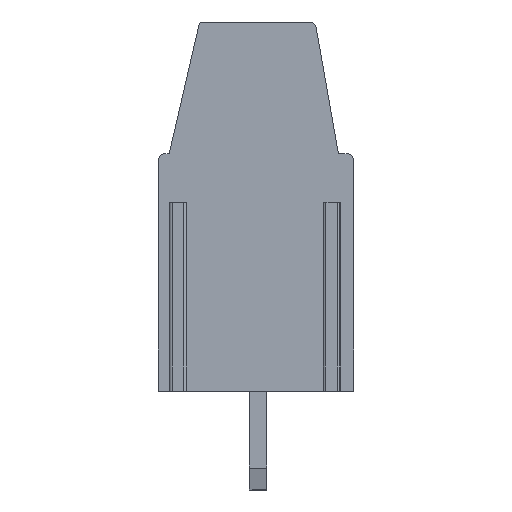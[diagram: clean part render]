
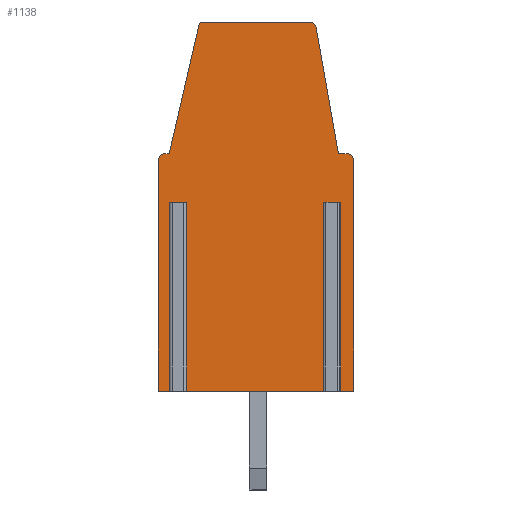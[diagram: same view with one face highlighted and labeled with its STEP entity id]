
A CAD part, left-side view. The second image highlights one B-rep face of the part: STEP entity #1138.
In plain terms, the highlighted planar face has unit normal (-1, 0, 0).
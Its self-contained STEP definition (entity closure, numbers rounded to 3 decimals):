
#1138 = ADVANCED_FACE( '', ( #2378 ), #2379, .T. );
#2378 = FACE_OUTER_BOUND( '', #3633, .T. );
#2379 = PLANE( '', #3634 );
#3633 = EDGE_LOOP( '', ( #6916, #6917, #6918, #6919, #6920, #6921, #6922, #6923, #6924, #6925, #6926, #6927, #6928, #6929, #6930, #6931, #6932, #6933, #6934, #6935 ) );
#3634 = AXIS2_PLACEMENT_3D( '', #6936, #6937, #6938 );
#6916 = ORIENTED_EDGE( '', *, *, #7351, .F. );
#6917 = ORIENTED_EDGE( '', *, *, #7253, .T. );
#6918 = ORIENTED_EDGE( '', *, *, #8207, .T. );
#6919 = ORIENTED_EDGE( '', *, *, #8010, .T. );
#6920 = ORIENTED_EDGE( '', *, *, #8329, .T. );
#6921 = ORIENTED_EDGE( '', *, *, #8325, .T. );
#6922 = ORIENTED_EDGE( '', *, *, #7212, .F. );
#6923 = ORIENTED_EDGE( '', *, *, #8005, .T. );
#6924 = ORIENTED_EDGE( '', *, *, #8404, .F. );
#6925 = ORIENTED_EDGE( '', *, *, #7471, .T. );
#6926 = ORIENTED_EDGE( '', *, *, #7648, .T. );
#6927 = ORIENTED_EDGE( '', *, *, #8405, .T. );
#6928 = ORIENTED_EDGE( '', *, *, #8284, .T. );
#6929 = ORIENTED_EDGE( '', *, *, #8259, .T. );
#6930 = ORIENTED_EDGE( '', *, *, #7564, .T. );
#6931 = ORIENTED_EDGE( '', *, *, #7278, .T. );
#6932 = ORIENTED_EDGE( '', *, *, #8215, .T. );
#6933 = ORIENTED_EDGE( '', *, *, #7844, .T. );
#6934 = ORIENTED_EDGE( '', *, *, #8376, .T. );
#6935 = ORIENTED_EDGE( '', *, *, #7994, .T. );
#6936 = CARTESIAN_POINT( '', ( 179.737, 144.598, 0. ) );
#6937 = DIRECTION( '', ( -1., 0., 0. ) );
#6938 = DIRECTION( '', ( 0., -1., 0. ) );
#7212 = EDGE_CURVE( '', #8609, #8610, #8611, .T. );
#7253 = EDGE_CURVE( '', #8682, #8679, #8683, .T. );
#7278 = EDGE_CURVE( '', #8726, #8724, #8727, .T. );
#7351 = EDGE_CURVE( '', #8682, #8849, #8850, .F. );
#7471 = EDGE_CURVE( '', #9052, #9050, #9053, .T. );
#7564 = EDGE_CURVE( '', #9199, #8726, #9200, .T. );
#7648 = EDGE_CURVE( '', #9050, #9340, #9342, .T. );
#7844 = EDGE_CURVE( '', #9637, #9635, #9638, .T. );
#7994 = EDGE_CURVE( '', #9851, #8849, #9852, .T. );
#8005 = EDGE_CURVE( '', #8609, #9867, #9869, .T. );
#8010 = EDGE_CURVE( '', #9878, #9876, #9879, .T. );
#8207 = EDGE_CURVE( '', #8679, #9878, #10134, .F. );
#8215 = EDGE_CURVE( '', #8724, #9637, #10143, .T. );
#8259 = EDGE_CURVE( '', #10197, #9199, #10198, .T. );
#8284 = EDGE_CURVE( '', #10227, #10197, #10228, .T. );
#8325 = EDGE_CURVE( '', #10277, #8610, #10278, .T. );
#8329 = EDGE_CURVE( '', #9876, #10277, #10282, .T. );
#8376 = EDGE_CURVE( '', #9635, #9851, #10330, .T. );
#8404 = EDGE_CURVE( '', #9052, #9867, #10360, .T. );
#8405 = EDGE_CURVE( '', #9340, #10227, #10361, .T. );
#8609 = VERTEX_POINT( '', #10632 );
#8610 = VERTEX_POINT( '', #10633 );
#8611 = LINE( '', #10634, #10635 );
#8679 = VERTEX_POINT( '', #10724 );
#8682 = VERTEX_POINT( '', #10727 );
#8683 = LINE( '', #10728, #10729 );
#8724 = VERTEX_POINT( '', #10782 );
#8726 = VERTEX_POINT( '', #10785 );
#8727 = LINE( '', #10786, #10787 );
#8849 = VERTEX_POINT( '', #10959 );
#8850 = LINE( '', #10960, #10961 );
#9050 = VERTEX_POINT( '', #11237 );
#9052 = VERTEX_POINT( '', #11240 );
#9053 = CIRCLE( '', #11241, 0.3 );
#9199 = VERTEX_POINT( '', #11436 );
#9200 = CIRCLE( '', #11437, 0.2 );
#9340 = VERTEX_POINT( '', #11629 );
#9342 = LINE( '', #11632, #11633 );
#9635 = VERTEX_POINT( '', #12041 );
#9637 = VERTEX_POINT( '', #12044 );
#9638 = CIRCLE( '', #12045, 0.3 );
#9851 = VERTEX_POINT( '', #12348 );
#9852 = LINE( '', #12349, #12350 );
#9867 = VERTEX_POINT( '', #12371 );
#9869 = LINE( '', #12374, #12375 );
#9876 = VERTEX_POINT( '', #12384 );
#9878 = VERTEX_POINT( '', #12386 );
#9879 = LINE( '', #12387, #12388 );
#10134 = LINE( '', #12758, #12759 );
#10143 = LINE( '', #12772, #12773 );
#10197 = VERTEX_POINT( '', #12853 );
#10198 = LINE( '', #12854, #12855 );
#10227 = VERTEX_POINT( '', #12895 );
#10228 = CIRCLE( '', #12896, 0.3 );
#10277 = VERTEX_POINT( '', #12964 );
#10278 = LINE( '', #12965, #12966 );
#10282 = LINE( '', #12970, #12971 );
#10330 = LINE( '', #13037, #13038 );
#10360 = LINE( '', #13075, #13076 );
#10361 = LINE( '', #13077, #13078 );
#10632 = CARTESIAN_POINT( '', ( 179.737, 137.818, 0. ) );
#10633 = CARTESIAN_POINT( '', ( 179.737, 137.818, 8.6 ) );
#10634 = CARTESIAN_POINT( '', ( 179.737, 137.818, 0. ) );
#10635 = VECTOR( '', #13216, 1000. );
#10724 = CARTESIAN_POINT( '', ( 179.737, 144.818, 8.6 ) );
#10727 = CARTESIAN_POINT( '', ( 179.737, 145.478, 8.6 ) );
#10728 = CARTESIAN_POINT( '', ( 179.737, 144.818, 8.6 ) );
#10729 = VECTOR( '', #13268, 1000. );
#10782 = CARTESIAN_POINT( '', ( 179.737, 145.548, 10.8 ) );
#10785 = CARTESIAN_POINT( '', ( 179.737, 144.199, 16.645 ) );
#10786 = CARTESIAN_POINT( '', ( 179.737, 145.548, 10.8 ) );
#10787 = VECTOR( '', #13300, 1000. );
#10959 = CARTESIAN_POINT( '', ( 179.737, 145.478, 0. ) );
#10960 = CARTESIAN_POINT( '', ( 179.737, 145.478, 0. ) );
#10961 = VECTOR( '', #13371, 1000. );
#11237 = CARTESIAN_POINT( '', ( 179.737, 137.448, 10.8 ) );
#11240 = CARTESIAN_POINT( '', ( 179.737, 137.148, 10.5 ) );
#11241 = AXIS2_PLACEMENT_3D( '', #13493, #13494, #13495 );
#11436 = CARTESIAN_POINT( '', ( 179.737, 144.004, 16.8 ) );
#11437 = AXIS2_PLACEMENT_3D( '', #13599, #13600, #13601 );
#11629 = CARTESIAN_POINT( '', ( 179.737, 137.848, 10.8 ) );
#11632 = CARTESIAN_POINT( '', ( 179.737, 137.848, 10.8 ) );
#11633 = VECTOR( '', #13709, 1000. );
#12041 = CARTESIAN_POINT( '', ( 179.737, 146.048, 10.5 ) );
#12044 = CARTESIAN_POINT( '', ( 179.737, 145.748, 10.8 ) );
#12045 = AXIS2_PLACEMENT_3D( '', #13904, #13905, #13906 );
#12348 = CARTESIAN_POINT( '', ( 179.737, 146.048, 0. ) );
#12349 = CARTESIAN_POINT( '', ( 179.737, 137.133, 0. ) );
#12350 = VECTOR( '', #14041, 1000. );
#12371 = CARTESIAN_POINT( '', ( 179.737, 137.148, 0. ) );
#12374 = CARTESIAN_POINT( '', ( 179.737, 137.133, 0. ) );
#12375 = VECTOR( '', #14058, 1000. );
#12384 = CARTESIAN_POINT( '', ( 179.737, 138.478, 0. ) );
#12386 = CARTESIAN_POINT( '', ( 179.737, 144.818, 0. ) );
#12387 = CARTESIAN_POINT( '', ( 179.737, 137.133, 0. ) );
#12388 = VECTOR( '', #14067, 1000. );
#12758 = CARTESIAN_POINT( '', ( 179.737, 144.818, 0. ) );
#12759 = VECTOR( '', #14236, 1000. );
#12772 = CARTESIAN_POINT( '', ( 179.737, 145.748, 10.8 ) );
#12773 = VECTOR( '', #14241, 1000. );
#12853 = CARTESIAN_POINT( '', ( 179.737, 139.158, 16.8 ) );
#12854 = CARTESIAN_POINT( '', ( 179.737, 144.004, 16.8 ) );
#12855 = VECTOR( '', #14272, 1000. );
#12895 = CARTESIAN_POINT( '', ( 179.737, 138.863, 16.552 ) );
#12896 = AXIS2_PLACEMENT_3D( '', #14296, #14297, #14298 );
#12964 = CARTESIAN_POINT( '', ( 179.737, 138.478, 8.6 ) );
#12965 = CARTESIAN_POINT( '', ( 179.737, 137.818, 8.6 ) );
#12966 = VECTOR( '', #14324, 1000. );
#12970 = CARTESIAN_POINT( '', ( 179.737, 138.478, 0. ) );
#12971 = VECTOR( '', #14328, 1000. );
#13037 = CARTESIAN_POINT( '', ( 179.737, 146.048, 0. ) );
#13038 = VECTOR( '', #14350, 1000. );
#13075 = CARTESIAN_POINT( '', ( 179.737, 137.148, 5.1 ) );
#13076 = VECTOR( '', #14361, 1000. );
#13077 = CARTESIAN_POINT( '', ( 179.737, 138.863, 16.552 ) );
#13078 = VECTOR( '', #14362, 1000. );
#13216 = DIRECTION( '', ( 0., 0., 1. ) );
#13268 = DIRECTION( '', ( 0., -1., 0. ) );
#13300 = DIRECTION( '', ( 0., 0.225, -0.974 ) );
#13371 = DIRECTION( '', ( 0., 0., 1. ) );
#13493 = CARTESIAN_POINT( '', ( 179.737, 137.448, 10.5 ) );
#13494 = DIRECTION( '', ( -1., 0., 0. ) );
#13495 = DIRECTION( '', ( 0., 0., 1. ) );
#13599 = CARTESIAN_POINT( '', ( 179.737, 144.004, 16.6 ) );
#13600 = DIRECTION( '', ( -1., 0., 0. ) );
#13601 = DIRECTION( '', ( 0., 0., 1. ) );
#13709 = DIRECTION( '', ( 0., 1., 0. ) );
#13904 = CARTESIAN_POINT( '', ( 179.737, 145.748, 10.5 ) );
#13905 = DIRECTION( '', ( -1., 0., 0. ) );
#13906 = DIRECTION( '', ( 0., 0., 1. ) );
#14041 = DIRECTION( '', ( 0., -1., 0. ) );
#14058 = DIRECTION( '', ( 0., -1., 0. ) );
#14067 = DIRECTION( '', ( 0., -1., 0. ) );
#14236 = DIRECTION( '', ( 0., 0., 1. ) );
#14241 = DIRECTION( '', ( 0., 1., 0. ) );
#14272 = DIRECTION( '', ( 0., 1., 0. ) );
#14296 = CARTESIAN_POINT( '', ( 179.737, 139.158, 16.5 ) );
#14297 = DIRECTION( '', ( -1., 0., 0. ) );
#14298 = DIRECTION( '', ( 0., 0., 1. ) );
#14324 = DIRECTION( '', ( 0., -1., 0. ) );
#14328 = DIRECTION( '', ( 0., 0., 1. ) );
#14350 = DIRECTION( '', ( 0., 0., -1. ) );
#14361 = DIRECTION( '', ( 0., 0., -1. ) );
#14362 = DIRECTION( '', ( 0., 0.174, 0.985 ) );
